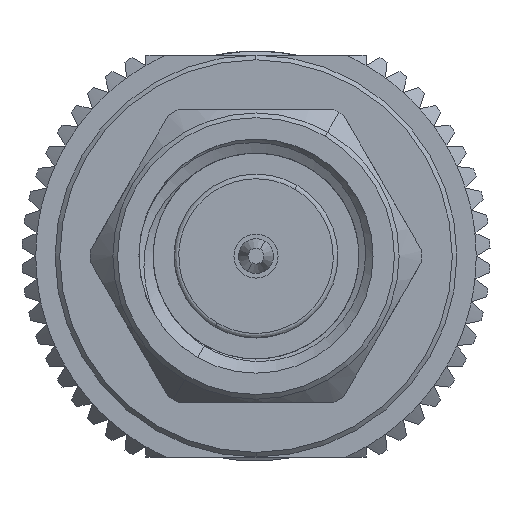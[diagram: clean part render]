
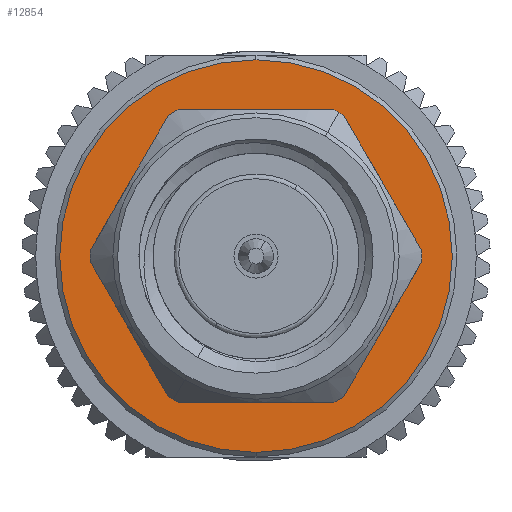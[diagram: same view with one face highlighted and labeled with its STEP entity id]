
A CAD part, left-side view. The second image highlights one B-rep face of the part: STEP entity #12854.
In plain terms, the highlighted planar face has unit normal (-1, 0, 0).
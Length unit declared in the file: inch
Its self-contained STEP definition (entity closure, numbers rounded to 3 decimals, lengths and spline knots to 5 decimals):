
#121 = EDGE_LOOP ( 'NONE', ( #2511, #10725 ) ) ;
#381 = FACE_BOUND ( 'NONE', #121, .T. ) ;
#444 = CARTESIAN_POINT ( 'NONE',  ( 0.41886, 0., 0. ) ) ;
#452 = CARTESIAN_POINT ( 'NONE',  ( 0.41886, 0., -0.12592 ) ) ;
#985 = DIRECTION ( 'NONE',  ( 0., 0., 1. ) ) ;
#1274 = CIRCLE ( 'NONE', #12562, 0.12592 ) ;
#1713 = EDGE_CURVE ( 'NONE', #3926, #4297, #4612, .T. ) ;
#2463 = DIRECTION ( 'NONE',  ( 1., 0., 0. ) ) ;
#2511 = ORIENTED_EDGE ( 'NONE', *, *, #7954, .T. ) ;
#2888 = VERTEX_POINT ( 'NONE', #4202 ) ;
#3151 = CIRCLE ( 'NONE', #8926, 0.12592 ) ;
#3241 = DIRECTION ( 'NONE',  ( 0., 0., 1. ) ) ;
#3926 = VERTEX_POINT ( 'NONE', #6743 ) ;
#4202 = CARTESIAN_POINT ( 'NONE',  ( 0.41886, 0., 0.12592 ) ) ;
#4297 = VERTEX_POINT ( 'NONE', #11387 ) ;
#4612 = CIRCLE ( 'NONE', #9497, 0.20957 ) ;
#5169 = CARTESIAN_POINT ( 'NONE',  ( 0.41886, 0., 0. ) ) ;
#5506 = DIRECTION ( 'NONE',  ( 1., 0., 0. ) ) ;
#5841 = EDGE_LOOP ( 'NONE', ( #13583, #8756 ) ) ;
#6392 = CARTESIAN_POINT ( 'NONE',  ( 0.41886, 0., 0. ) ) ;
#6743 = CARTESIAN_POINT ( 'NONE',  ( 0.41886, 0., 0.20957 ) ) ;
#6778 = DIRECTION ( 'NONE',  ( 0., 0., 1. ) ) ;
#6912 = DIRECTION ( 'NONE',  ( 0., 0., 1. ) ) ;
#7452 = AXIS2_PLACEMENT_3D ( 'NONE', #6392, #7506, #985 ) ;
#7506 = DIRECTION ( 'NONE',  ( -1., 0., 0. ) ) ;
#7691 = VERTEX_POINT ( 'NONE', #452 ) ;
#7841 = EDGE_CURVE ( 'NONE', #7691, #2888, #3151, .T. ) ;
#7954 = EDGE_CURVE ( 'NONE', #2888, #7691, #1274, .T. ) ;
#8139 = DIRECTION ( 'NONE',  ( -1., 0., 0. ) ) ;
#8756 = ORIENTED_EDGE ( 'NONE', *, *, #1713, .T. ) ;
#8926 = AXIS2_PLACEMENT_3D ( 'NONE', #11831, #5506, #3241 ) ;
#9140 = PLANE ( 'NONE',  #11527 ) ;
#9497 = AXIS2_PLACEMENT_3D ( 'NONE', #5169, #11744, #12840 ) ;
#10063 = CARTESIAN_POINT ( 'NONE',  ( 0.41886, 0., 0. ) ) ;
#10725 = ORIENTED_EDGE ( 'NONE', *, *, #7841, .T. ) ;
#11059 = CIRCLE ( 'NONE', #7452, 0.20957 ) ;
#11226 = FACE_OUTER_BOUND ( 'NONE', #5841, .T. ) ;
#11387 = CARTESIAN_POINT ( 'NONE',  ( 0.41886, 0., -0.20957 ) ) ;
#11527 = AXIS2_PLACEMENT_3D ( 'NONE', #444, #8139, #6912 ) ;
#11744 = DIRECTION ( 'NONE',  ( -1., 0., 0. ) ) ;
#11831 = CARTESIAN_POINT ( 'NONE',  ( 0.41886, 0., 0. ) ) ;
#11861 = EDGE_CURVE ( 'NONE', #4297, #3926, #11059, .T. ) ;
#12562 = AXIS2_PLACEMENT_3D ( 'NONE', #10063, #2463, #6778 ) ;
#12840 = DIRECTION ( 'NONE',  ( 0., 0., 1. ) ) ;
#12854 = ADVANCED_FACE ( 'NONE', ( #11226, #381 ), #9140, .T. ) ;
#13583 = ORIENTED_EDGE ( 'NONE', *, *, #11861, .T. ) ;
